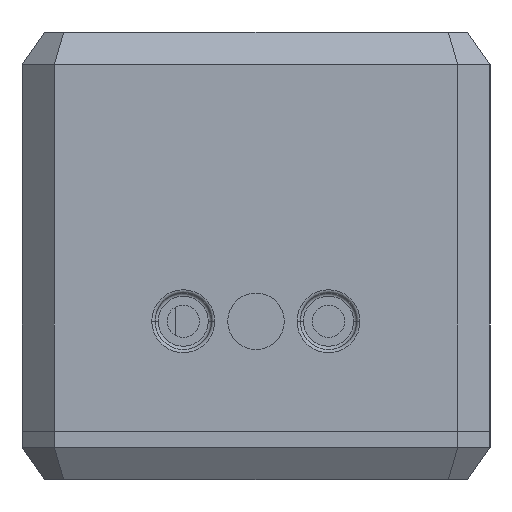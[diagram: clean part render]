
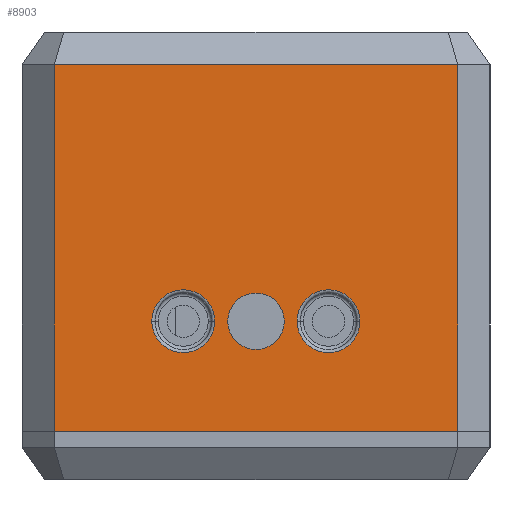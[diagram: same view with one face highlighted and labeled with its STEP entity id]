
A CAD part, left-side view. The second image highlights one B-rep face of the part: STEP entity #8903.
In plain terms, the highlighted planar face has unit normal (-1, 0, 0).
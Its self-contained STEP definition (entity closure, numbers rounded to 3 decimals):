
#63 = CARTESIAN_POINT ( 'NONE',  ( -23.5, -12.5, -24.2 ) ) ;
#82 = CARTESIAN_POINT ( 'NONE',  ( -23.5, 6.457, -17.393 ) ) ;
#114 = VERTEX_POINT ( 'NONE', #11684 ) ;
#116 = ORIENTED_EDGE ( 'NONE', *, *, #11042, .F. ) ;
#129 = DIRECTION ( 'NONE',  ( 1., 0., 0. ) ) ;
#146 = DIRECTION ( 'NONE',  ( 1., 0., 0. ) ) ;
#900 = EDGE_CURVE ( 'NONE', #10691, #3015, #1789, .T. ) ;
#1146 = DIRECTION ( 'NONE',  ( 0., -1., 0. ) ) ;
#1371 = DIRECTION ( 'NONE',  ( 0., -1., 0. ) ) ;
#1789 = LINE ( 'NONE', #6173, #7374 ) ;
#1828 = EDGE_CURVE ( 'NONE', #10691, #2297, #9551, .T. ) ;
#1929 = VERTEX_POINT ( 'NONE', #82 ) ;
#2186 = CARTESIAN_POINT ( 'NONE',  ( -23.5, 0., -1.5 ) ) ;
#2297 = VERTEX_POINT ( 'NONE', #8645 ) ;
#2342 = DIRECTION ( 'NONE',  ( 0., -1., 0. ) ) ;
#2637 = AXIS2_PLACEMENT_3D ( 'NONE', #8829, #13133, #13217 ) ;
#2712 = DIRECTION ( 'NONE',  ( 0., -1., 0. ) ) ;
#2943 = CARTESIAN_POINT ( 'NONE',  ( -23.5, 12.5, -1.5 ) ) ;
#3015 = VERTEX_POINT ( 'NONE', #8462 ) ;
#3045 = AXIS2_PLACEMENT_3D ( 'NONE', #3609, #129, #5901 ) ;
#3120 = FACE_OUTER_BOUND ( 'NONE', #10433, .T. ) ;
#3140 = ORIENTED_EDGE ( 'NONE', *, *, #13079, .T. ) ;
#3296 = LINE ( 'NONE', #8620, #10430 ) ;
#3432 = DIRECTION ( 'NONE',  ( -1., 0., 0. ) ) ;
#3609 = CARTESIAN_POINT ( 'NONE',  ( -23.5, -4.493, -17.393 ) ) ;
#3828 = VECTOR ( 'NONE', #10687, 1000. ) ;
#4059 = EDGE_CURVE ( 'NONE', #7044, #114, #13620, .T. ) ;
#4066 = FACE_BOUND ( 'NONE', #5776, .T. ) ;
#4475 = CIRCLE ( 'NONE', #6280, 1.75 ) ;
#4821 = EDGE_CURVE ( 'NONE', #7778, #8128, #7901, .T. ) ;
#4875 = CARTESIAN_POINT ( 'NONE',  ( -23.5, -4.493, -17.393 ) ) ;
#5203 = ORIENTED_EDGE ( 'NONE', *, *, #4821, .F. ) ;
#5466 = EDGE_CURVE ( 'NONE', #12621, #2297, #3296, .T. ) ;
#5656 = ORIENTED_EDGE ( 'NONE', *, *, #10982, .T. ) ;
#5763 = CARTESIAN_POINT ( 'NONE',  ( -23.5, 4.507, -17.393 ) ) ;
#5776 = EDGE_LOOP ( 'NONE', ( #116, #5203 ) ) ;
#5788 = ORIENTED_EDGE ( 'NONE', *, *, #10031, .T. ) ;
#5901 = DIRECTION ( 'NONE',  ( 0., -1., 0. ) ) ;
#5997 = AXIS2_PLACEMENT_3D ( 'NONE', #5763, #146, #1146 ) ;
#6140 = DIRECTION ( 'NONE',  ( 1., 0., 0. ) ) ;
#6173 = CARTESIAN_POINT ( 'NONE',  ( -23.5, -12.5, -64.139 ) ) ;
#6271 = DIRECTION ( 'NONE',  ( 0., -1., 0. ) ) ;
#6280 = AXIS2_PLACEMENT_3D ( 'NONE', #7674, #3432, #2342 ) ;
#6527 = ORIENTED_EDGE ( 'NONE', *, *, #8547, .T. ) ;
#6740 = CARTESIAN_POINT ( 'NONE',  ( -23.5, -6.443, -17.393 ) ) ;
#6801 = ORIENTED_EDGE ( 'NONE', *, *, #4059, .T. ) ;
#7044 = VERTEX_POINT ( 'NONE', #6740 ) ;
#7160 = CARTESIAN_POINT ( 'NONE',  ( -23.5, -12.5, -24.2 ) ) ;
#7374 = VECTOR ( 'NONE', #12808, 1000. ) ;
#7533 = DIRECTION ( 'NONE',  ( 0., 0., -1. ) ) ;
#7600 = CARTESIAN_POINT ( 'NONE',  ( -23.5, -1.75, -17.393 ) ) ;
#7643 = CARTESIAN_POINT ( 'NONE',  ( -23.5, 0., -64.139 ) ) ;
#7674 = CARTESIAN_POINT ( 'NONE',  ( -23.5, 0., -17.393 ) ) ;
#7778 = VERTEX_POINT ( 'NONE', #8060 ) ;
#7901 = CIRCLE ( 'NONE', #9287, 1.75 ) ;
#8060 = CARTESIAN_POINT ( 'NONE',  ( -23.5, 1.75, -17.393 ) ) ;
#8080 = ORIENTED_EDGE ( 'NONE', *, *, #1828, .F. ) ;
#8128 = VERTEX_POINT ( 'NONE', #7600 ) ;
#8205 = AXIS2_PLACEMENT_3D ( 'NONE', #7643, #13922, #6271 ) ;
#8305 = CIRCLE ( 'NONE', #5997, 1.95 ) ;
#8462 = CARTESIAN_POINT ( 'NONE',  ( -23.5, -12.5, -1.5 ) ) ;
#8509 = VERTEX_POINT ( 'NONE', #14137 ) ;
#8547 = EDGE_CURVE ( 'NONE', #3015, #12621, #8734, .T. ) ;
#8571 = CIRCLE ( 'NONE', #12709, 1.95 ) ;
#8620 = CARTESIAN_POINT ( 'NONE',  ( -23.5, 12.5, -7.2 ) ) ;
#8645 = CARTESIAN_POINT ( 'NONE',  ( -23.5, 12.5, -24.2 ) ) ;
#8734 = LINE ( 'NONE', #2186, #3828 ) ;
#8829 = CARTESIAN_POINT ( 'NONE',  ( -23.5, 4.507, -17.393 ) ) ;
#8842 = EDGE_LOOP ( 'NONE', ( #5656, #3140 ) ) ;
#8879 = ORIENTED_EDGE ( 'NONE', *, *, #5466, .T. ) ;
#8903 = ADVANCED_FACE ( 'NONE', ( #10801, #11948, #4066, #3120 ), #9542, .T. ) ;
#8921 = ORIENTED_EDGE ( 'NONE', *, *, #900, .T. ) ;
#9019 = DIRECTION ( 'NONE',  ( -1., 0., 0. ) ) ;
#9287 = AXIS2_PLACEMENT_3D ( 'NONE', #12102, #9019, #1371 ) ;
#9542 = PLANE ( 'NONE',  #8205 ) ;
#9551 = LINE ( 'NONE', #7160, #11850 ) ;
#9696 = EDGE_LOOP ( 'NONE', ( #6801, #5788 ) ) ;
#10031 = EDGE_CURVE ( 'NONE', #114, #7044, #8571, .T. ) ;
#10430 = VECTOR ( 'NONE', #7533, 1000. ) ;
#10433 = EDGE_LOOP ( 'NONE', ( #8921, #6527, #8879, #8080 ) ) ;
#10687 = DIRECTION ( 'NONE',  ( 0., 1., 0. ) ) ;
#10691 = VERTEX_POINT ( 'NONE', #63 ) ;
#10801 = FACE_BOUND ( 'NONE', #8842, .T. ) ;
#10982 = EDGE_CURVE ( 'NONE', #8509, #1929, #12500, .T. ) ;
#11042 = EDGE_CURVE ( 'NONE', #8128, #7778, #4475, .T. ) ;
#11684 = CARTESIAN_POINT ( 'NONE',  ( -23.5, -2.543, -17.393 ) ) ;
#11850 = VECTOR ( 'NONE', #13930, 1000. ) ;
#11948 = FACE_BOUND ( 'NONE', #9696, .T. ) ;
#12102 = CARTESIAN_POINT ( 'NONE',  ( -23.5, 0., -17.393 ) ) ;
#12500 = CIRCLE ( 'NONE', #2637, 1.95 ) ;
#12621 = VERTEX_POINT ( 'NONE', #2943 ) ;
#12709 = AXIS2_PLACEMENT_3D ( 'NONE', #4875, #6140, #2712 ) ;
#12808 = DIRECTION ( 'NONE',  ( 0., 0., 1. ) ) ;
#13079 = EDGE_CURVE ( 'NONE', #1929, #8509, #8305, .T. ) ;
#13133 = DIRECTION ( 'NONE',  ( 1., 0., 0. ) ) ;
#13217 = DIRECTION ( 'NONE',  ( 0., -1., 0. ) ) ;
#13620 = CIRCLE ( 'NONE', #3045, 1.95 ) ;
#13922 = DIRECTION ( 'NONE',  ( -1., 0., 0. ) ) ;
#13930 = DIRECTION ( 'NONE',  ( 0., 1., 0. ) ) ;
#14137 = CARTESIAN_POINT ( 'NONE',  ( -23.5, 2.557, -17.393 ) ) ;
